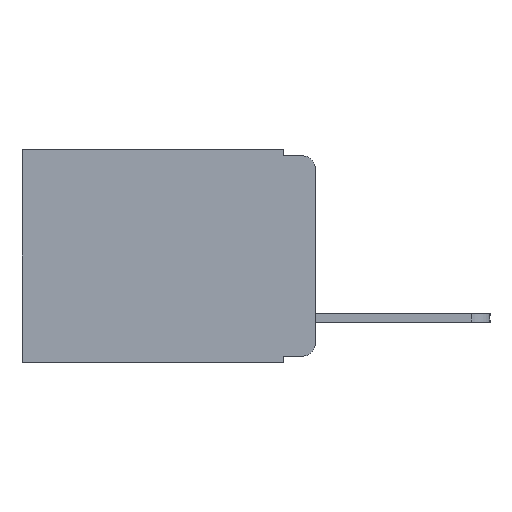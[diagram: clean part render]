
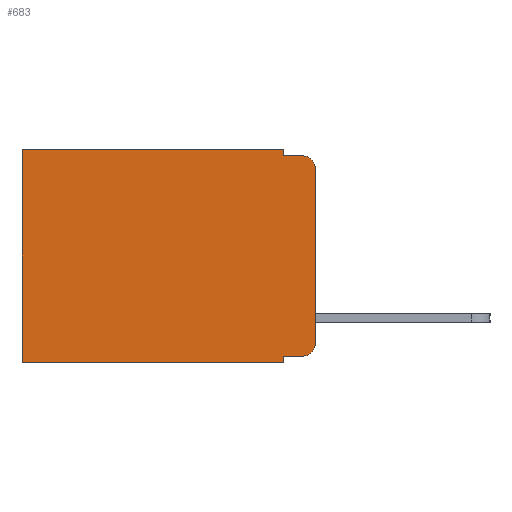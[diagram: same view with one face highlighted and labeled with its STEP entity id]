
A CAD part, left-side view. The second image highlights one B-rep face of the part: STEP entity #683.
In plain terms, the highlighted planar face has unit normal (-1, 0, 0).
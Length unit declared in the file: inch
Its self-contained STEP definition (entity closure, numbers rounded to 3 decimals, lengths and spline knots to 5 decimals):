
#450 = VECTOR ( 'NONE', #1162, 39.37008 ) ;
#503 = DIRECTION ( 'NONE',  ( -1., 0., 0. ) ) ;
#540 = CARTESIAN_POINT ( 'NONE',  ( 0.298, 0.051, 0. ) ) ;
#683 = ADVANCED_FACE ( 'NONE', ( #13412 ), #9013, .F. ) ;
#867 = CARTESIAN_POINT ( 'NONE',  ( 0.298, 0.051, -0.333 ) ) ;
#1122 = LINE ( 'NONE', #4288, #450 ) ;
#1162 = DIRECTION ( 'NONE',  ( 0., 1., 0. ) ) ;
#1194 = ORIENTED_EDGE ( 'NONE', *, *, #10041, .T. ) ;
#1411 = VERTEX_POINT ( 'NONE', #867 ) ;
#1500 = VERTEX_POINT ( 'NONE', #12980 ) ;
#1577 = DIRECTION ( 'NONE',  ( 0., 0., -1. ) ) ;
#1963 = EDGE_CURVE ( 'NONE', #13363, #8887, #11607, .T. ) ;
#2187 = LINE ( 'NONE', #11786, #7419 ) ;
#2759 = ORIENTED_EDGE ( 'NONE', *, *, #11942, .T. ) ;
#3002 = ORIENTED_EDGE ( 'NONE', *, *, #7440, .F. ) ;
#3108 = ORIENTED_EDGE ( 'NONE', *, *, #7193, .F. ) ;
#3477 = DIRECTION ( 'NONE',  ( 0., -1., 0. ) ) ;
#3536 = CARTESIAN_POINT ( 'NONE',  ( 0.298, 0.473, -0.343 ) ) ;
#3681 = DIRECTION ( 'NONE',  ( 0., 0., -1. ) ) ;
#4159 = ORIENTED_EDGE ( 'NONE', *, *, #11688, .T. ) ;
#4193 = DIRECTION ( 'NONE',  ( 0., 0., -1. ) ) ;
#4288 = CARTESIAN_POINT ( 'NONE',  ( 0.298, 0., 0. ) ) ;
#4494 = ORIENTED_EDGE ( 'NONE', *, *, #7404, .T. ) ;
#4710 = CARTESIAN_POINT ( 'NONE',  ( 0.298, 0.051, -0.343 ) ) ;
#4830 = VECTOR ( 'NONE', #4933, 39.37008 ) ;
#4873 = EDGE_CURVE ( 'NONE', #1411, #11708, #2187, .T. ) ;
#4933 = DIRECTION ( 'NONE',  ( 0., 1., 0. ) ) ;
#5072 = CARTESIAN_POINT ( 'NONE',  ( 0.298, 0., -0.343 ) ) ;
#5172 = CIRCLE ( 'NONE', #11307, 0.02 ) ;
#5986 = CARTESIAN_POINT ( 'NONE',  ( 0.298, 0., 0. ) ) ;
#6176 = CARTESIAN_POINT ( 'NONE',  ( 0.298, 0.473, 0. ) ) ;
#6222 = CARTESIAN_POINT ( 'NONE',  ( 0.298, 0.02, -0.313 ) ) ;
#6295 = VERTEX_POINT ( 'NONE', #7087 ) ;
#6491 = DIRECTION ( 'NONE',  ( 1., 0., 0. ) ) ;
#6505 = DIRECTION ( 'NONE',  ( 0., 0., -1. ) ) ;
#6758 = CARTESIAN_POINT ( 'NONE',  ( 0.298, 0.02, -0.03 ) ) ;
#6857 = ORIENTED_EDGE ( 'NONE', *, *, #8649, .F. ) ;
#7087 = CARTESIAN_POINT ( 'NONE',  ( 0.298, 0.051, -0.01 ) ) ;
#7193 = EDGE_CURVE ( 'NONE', #11708, #8574, #9666, .T. ) ;
#7404 = EDGE_CURVE ( 'NONE', #1411, #13363, #7425, .T. ) ;
#7419 = VECTOR ( 'NONE', #4193, 39.37008 ) ;
#7425 = LINE ( 'NONE', #11851, #12593 ) ;
#7435 = VERTEX_POINT ( 'NONE', #12360 ) ;
#7440 = EDGE_CURVE ( 'NONE', #1500, #8887, #10473, .T. ) ;
#7493 = VECTOR ( 'NONE', #3681, 39.37008 ) ;
#7504 = DIRECTION ( 'NONE',  ( 0., 0., -1. ) ) ;
#7806 = DIRECTION ( 'NONE',  ( -1., 0., 0. ) ) ;
#7818 = DIRECTION ( 'NONE',  ( 0., 0., -1. ) ) ;
#8255 = AXIS2_PLACEMENT_3D ( 'NONE', #6222, #7806, #1577 ) ;
#8269 = ORIENTED_EDGE ( 'NONE', *, *, #12213, .F. ) ;
#8545 = EDGE_LOOP ( 'NONE', ( #3002, #4159, #8269, #6857, #1194, #2759, #3108, #12559, #4494, #11685 ) ) ;
#8574 = VERTEX_POINT ( 'NONE', #3536 ) ;
#8649 = EDGE_CURVE ( 'NONE', #9365, #6295, #12978, .T. ) ;
#8703 = LINE ( 'NONE', #11794, #10758 ) ;
#8887 = VERTEX_POINT ( 'NONE', #13392 ) ;
#9013 = PLANE ( 'NONE',  #12981 ) ;
#9365 = VERTEX_POINT ( 'NONE', #13431 ) ;
#9513 = VECTOR ( 'NONE', #13402, 39.37008 ) ;
#9666 = LINE ( 'NONE', #5072, #4830 ) ;
#9744 = CARTESIAN_POINT ( 'NONE',  ( 0.298, 0.473, 0. ) ) ;
#9814 = VECTOR ( 'NONE', #7504, 39.37008 ) ;
#10041 = EDGE_CURVE ( 'NONE', #9365, #12221, #1122, .T. ) ;
#10420 = CARTESIAN_POINT ( 'NONE',  ( 0.298, 0., 0. ) ) ;
#10473 = LINE ( 'NONE', #10420, #9814 ) ;
#10758 = VECTOR ( 'NONE', #3477, 39.37008 ) ;
#11307 = AXIS2_PLACEMENT_3D ( 'NONE', #6758, #503, #7818 ) ;
#11607 = CIRCLE ( 'NONE', #8255, 0.02 ) ;
#11685 = ORIENTED_EDGE ( 'NONE', *, *, #1963, .T. ) ;
#11688 = EDGE_CURVE ( 'NONE', #1500, #7435, #5172, .T. ) ;
#11708 = VERTEX_POINT ( 'NONE', #4710 ) ;
#11786 = CARTESIAN_POINT ( 'NONE',  ( 0.298, 0.051, 0. ) ) ;
#11794 = CARTESIAN_POINT ( 'NONE',  ( 0.298, 0.051, -0.01 ) ) ;
#11851 = CARTESIAN_POINT ( 'NONE',  ( 0.298, 0.051, -0.333 ) ) ;
#11942 = EDGE_CURVE ( 'NONE', #12221, #8574, #12594, .T. ) ;
#12213 = EDGE_CURVE ( 'NONE', #6295, #7435, #8703, .T. ) ;
#12221 = VERTEX_POINT ( 'NONE', #9744 ) ;
#12360 = CARTESIAN_POINT ( 'NONE',  ( 0.298, 0.02, -0.01 ) ) ;
#12494 = DIRECTION ( 'NONE',  ( 0., -1., 0. ) ) ;
#12559 = ORIENTED_EDGE ( 'NONE', *, *, #4873, .F. ) ;
#12593 = VECTOR ( 'NONE', #12494, 39.37008 ) ;
#12594 = LINE ( 'NONE', #6176, #9513 ) ;
#12641 = CARTESIAN_POINT ( 'NONE',  ( 0.298, 0.02, -0.333 ) ) ;
#12978 = LINE ( 'NONE', #540, #7493 ) ;
#12980 = CARTESIAN_POINT ( 'NONE',  ( 0.298, 0., -0.03 ) ) ;
#12981 = AXIS2_PLACEMENT_3D ( 'NONE', #5986, #6491, #6505 ) ;
#13363 = VERTEX_POINT ( 'NONE', #12641 ) ;
#13392 = CARTESIAN_POINT ( 'NONE',  ( 0.298, 0., -0.313 ) ) ;
#13402 = DIRECTION ( 'NONE',  ( 0., 0., -1. ) ) ;
#13412 = FACE_OUTER_BOUND ( 'NONE', #8545, .T. ) ;
#13431 = CARTESIAN_POINT ( 'NONE',  ( 0.298, 0.051, 0. ) ) ;
